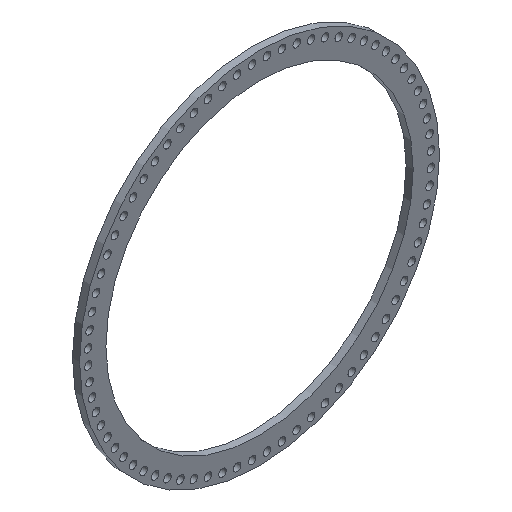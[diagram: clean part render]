
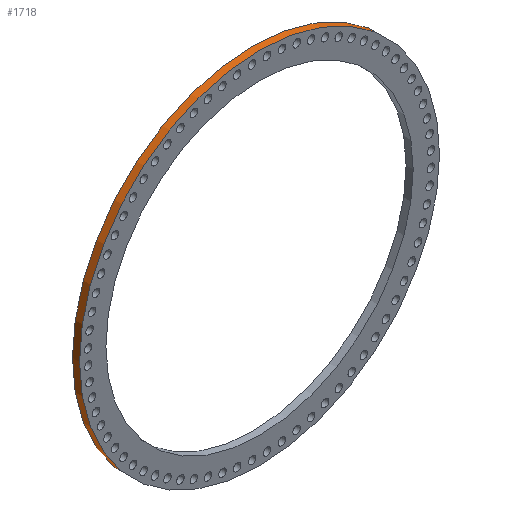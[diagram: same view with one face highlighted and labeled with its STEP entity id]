
A CAD part, isometric view. The second image highlights one B-rep face of the part: STEP entity #1718.
In plain terms, the highlighted cylindrical face has radius 1609.72 mm (diameter 3219.45 mm), a full revolution.
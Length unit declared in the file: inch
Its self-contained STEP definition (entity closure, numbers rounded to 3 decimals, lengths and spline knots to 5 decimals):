
#236=FACE_OUTER_BOUND('',#312,.T.);
#312=EDGE_LOOP('',(#1419,#1420,#1421,#1422));
#534=LINE('',#2934,#608);
#608=VECTOR('',#2484,63.375);
#755=CIRCLE('',#1963,63.375);
#756=CIRCLE('',#1964,63.375);
#903=VERTEX_POINT('',#2931);
#904=VERTEX_POINT('',#2933);
#1124=EDGE_CURVE('',#903,#903,#755,.T.);
#1125=EDGE_CURVE('',#903,#904,#534,.T.);
#1126=EDGE_CURVE('',#904,#904,#756,.T.);
#1419=ORIENTED_EDGE('',*,*,#1124,.F.);
#1420=ORIENTED_EDGE('',*,*,#1125,.T.);
#1421=ORIENTED_EDGE('',*,*,#1126,.T.);
#1422=ORIENTED_EDGE('',*,*,#1125,.F.);
#1644=CYLINDRICAL_SURFACE('',#1962,63.375);
#1718=ADVANCED_FACE('',(#236),#1644,.T.);
#1962=AXIS2_PLACEMENT_3D('',#2930,#2480,#2481);
#1963=AXIS2_PLACEMENT_3D('',#2932,#2482,#2483);
#1964=AXIS2_PLACEMENT_3D('',#2935,#2485,#2486);
#2480=DIRECTION('center_axis',(0.,1.,0.));
#2481=DIRECTION('ref_axis',(-1.,0.,0.));
#2482=DIRECTION('center_axis',(0.,1.,0.));
#2483=DIRECTION('ref_axis',(-1.,0.,0.));
#2484=DIRECTION('',(0.,-1.,0.));
#2485=DIRECTION('center_axis',(0.,1.,0.));
#2486=DIRECTION('ref_axis',(-1.,0.,0.));
#2930=CARTESIAN_POINT('Origin',(0.,0.,0.));
#2931=CARTESIAN_POINT('',(63.375,2.5,0.));
#2932=CARTESIAN_POINT('Origin',(0.,2.5,0.));
#2933=CARTESIAN_POINT('',(63.375,0.,0.));
#2934=CARTESIAN_POINT('',(63.375,0.,0.));
#2935=CARTESIAN_POINT('Origin',(0.,0.,0.));
